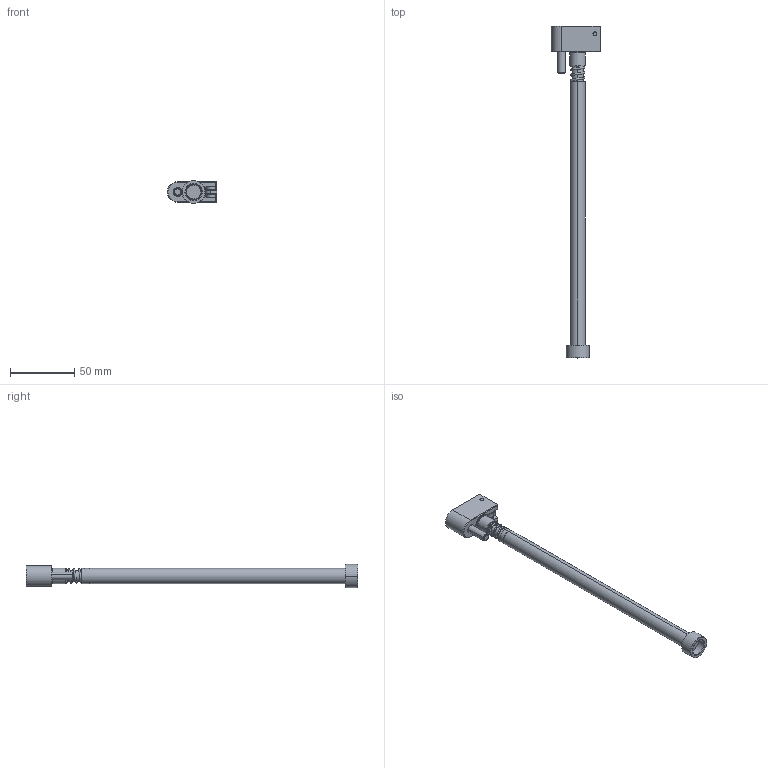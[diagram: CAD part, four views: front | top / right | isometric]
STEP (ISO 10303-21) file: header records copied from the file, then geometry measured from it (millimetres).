
FILE_DESCRIPTION (( 'STEP AP214' ), '1' );
FILE_NAME ('RA163812.STEP', '2018-04-11T06:49:37', ( '' ), ( '' ), 'SwSTEP 2.0', 'SolidWorks 2017', '' );
FILE_SCHEMA (( 'AUTOMOTIVE_DESIGN' ));
Length unit declared in the file: millimetre
Products named in the file (12): 1CP-RA; 3RA-RODILLO-INT; 3RA-CUERPO-EXT; 1DIN912630_DIN 912 M6 x 30 --- 30C; 3MUELLE-RA_Comprimit; 1PCI6325316_Parallel Pin ISO 8734 - 3 x 16 - A - St; 3RA-VARILLA; RA163812; 1PCI632538_Parallel Pin ISO 8734 - 3 x 8 - A - St; 8RA163812; 3RA-casq; 3ra-ANCLAJE-INT
Assembly tree (12 placements, depth 3):
  RA163812
    8RA163812
      3RA-CUERPO-EXT
      1CP-RA
      3ra-ANCLAJE-INT
      3RA-RODILLO-INT
      3RA-VARILLA
      1PCI632538_Parallel Pin ISO 8734 - 3 x 8 - A - St  x2
      1PCI6325316_Parallel Pin ISO 8734 - 3 x 16 - A - St
      3RA-casq
    3MUELLE-RA_Comprimit
    1DIN912630_DIN 912 M6 x 30 --- 30C
Bounding box: 38.48 x 258.34 x 18 mm (x, y, z)
Volume: 37027.4 mm3; surface area: 19057.6 mm2
Topology: 11 solids, 11 shells, 305 faces, 685 edges, 397 vertices
Faces by surface type: cylinder 101, plane 72, torus 58, cone 33, bspline 25, sphere 16
Entity records: 10266 total; most frequent: CARTESIAN_POINT 3082, DIRECTION 1539, ORIENTED_EDGE 1320, EDGE_CURVE 660, AXIS2_PLACEMENT_3D 656, VERTEX_POINT 389, CIRCLE 368, EDGE_LOOP 323
